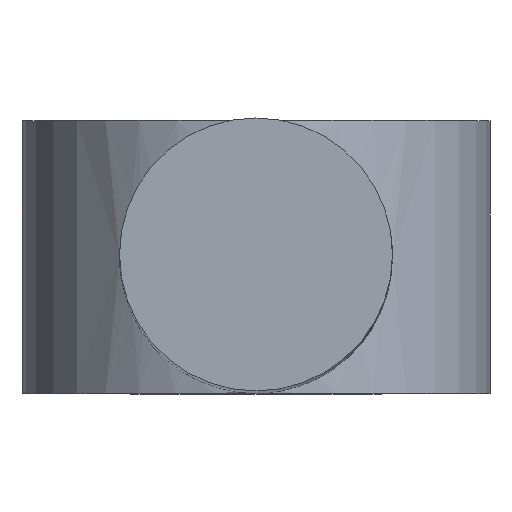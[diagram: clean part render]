
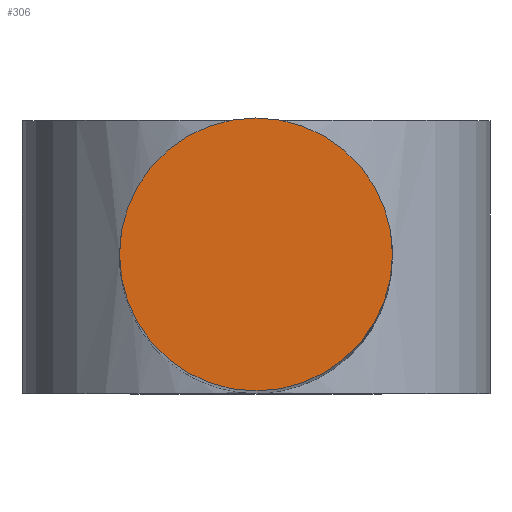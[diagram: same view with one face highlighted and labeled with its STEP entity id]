
A CAD part, top view. The second image highlights one B-rep face of the part: STEP entity #306.
In plain terms, the highlighted planar face has unit normal (0, 0, 1).
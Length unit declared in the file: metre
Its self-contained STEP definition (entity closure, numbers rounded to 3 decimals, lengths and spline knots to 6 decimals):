
#4 = DIRECTION ( 'NONE',  ( 1., 0., 0. ) ) ;
#13 = VERTEX_POINT ( 'NONE', #408 ) ;
#18 = CARTESIAN_POINT ( 'NONE',  ( 0., -0.465, 0.615 ) ) ;
#62 = DIRECTION ( 'NONE',  ( 1., 0., 0. ) ) ;
#64 = CIRCLE ( 'NONE', #142, 0.035 ) ;
#79 = DIRECTION ( 'NONE',  ( 0., 0., 1. ) ) ;
#115 = DIRECTION ( 'NONE',  ( 1., 0., 0. ) ) ;
#131 = FACE_OUTER_BOUND ( 'NONE', #378, .T. ) ;
#142 = AXIS2_PLACEMENT_3D ( 'NONE', #492, #79, #115 ) ;
#150 = EDGE_CURVE ( 'NONE', #256, #13, #425, .T. ) ;
#181 = AXIS2_PLACEMENT_3D ( 'NONE', #212, #384, #4 ) ;
#182 = DIRECTION ( 'NONE',  ( 0., 0., 1. ) ) ;
#212 = CARTESIAN_POINT ( 'NONE',  ( 0., -0.43, 0.615 ) ) ;
#213 = ORIENTED_EDGE ( 'NONE', *, *, #150, .T. ) ;
#256 = VERTEX_POINT ( 'NONE', #499 ) ;
#306 = ADVANCED_FACE ( 'NONE', ( #131 ), #373, .T. ) ;
#373 = PLANE ( 'NONE',  #181 ) ;
#378 = EDGE_LOOP ( 'NONE', ( #434, #213 ) ) ;
#384 = DIRECTION ( 'NONE',  ( 0., 0., 1. ) ) ;
#408 = CARTESIAN_POINT ( 'NONE',  ( 0.035, -0.465, 0.615 ) ) ;
#425 = CIRCLE ( 'NONE', #470, 0.035 ) ;
#434 = ORIENTED_EDGE ( 'NONE', *, *, #523, .T. ) ;
#470 = AXIS2_PLACEMENT_3D ( 'NONE', #18, #182, #62 ) ;
#492 = CARTESIAN_POINT ( 'NONE',  ( 0., -0.465, 0.615 ) ) ;
#499 = CARTESIAN_POINT ( 'NONE',  ( -0.035, -0.465, 0.615 ) ) ;
#523 = EDGE_CURVE ( 'NONE', #13, #256, #64, .T. ) ;
